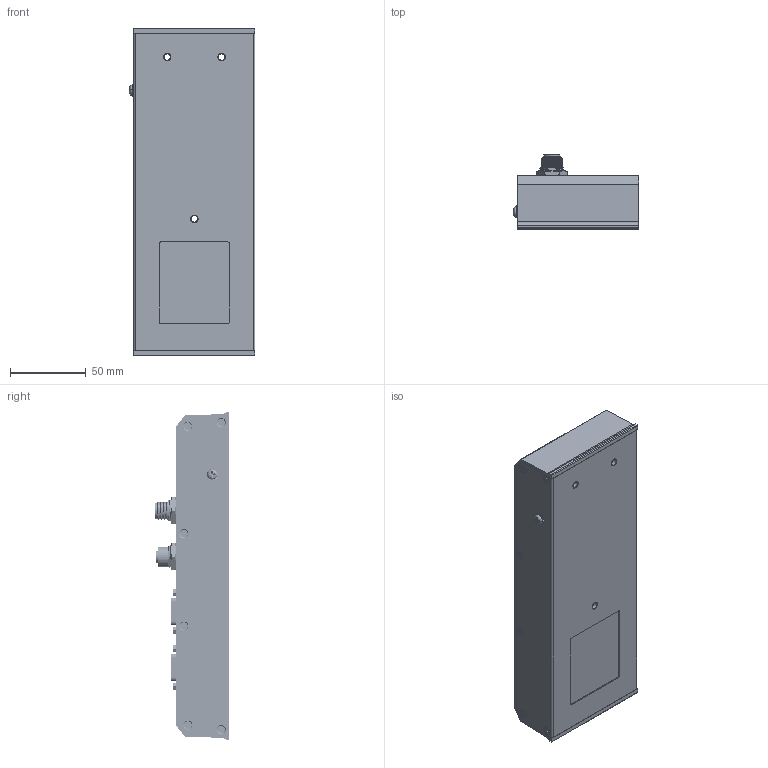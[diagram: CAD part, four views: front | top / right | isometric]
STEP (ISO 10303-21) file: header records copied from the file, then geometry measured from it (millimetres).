
FILE_DESCRIPTION((''),'2;1');
FILE_NAME('3D_NPORT-5250AI-M12_ASM','2024-07-10T10:54:36',('MindyMC_Chen'),('PTC'),'CREO PARAMETRIC BY PTC INC, 2023294','CREO PARAMETRIC BY PTC INC, 2023294','');
FILE_SCHEMA(('AUTOMOTIVE_DESIGN { 1 0 10303 214 1 1 1 1 }'));
Products named in the file (1): 3D_NPORT-5250AI-M12_ASM
Bounding box: 83.2 x 48.7 x 216.6 mm (x, y, z)
Volume: 168482 mm3; surface area: 179661.2 mm2
Topology: 3 solids, 103 shells, 3731 faces, 9481 edges, 6123 vertices
Faces by surface type: plane 2235, cylinder 965, cone 263, bspline 207, sphere 35, torus 23, revolution 2, extrusion 1
Entity records: 138147 total; most frequent: CARTESIAN_POINT 44739, ORIENTED_EDGE 18716, DIRECTION 16927, EDGE_CURVE 9408, VECTOR 6504, LINE 6503, VERTEX_POINT 6123, AXIS2_PLACEMENT_3D 5209
